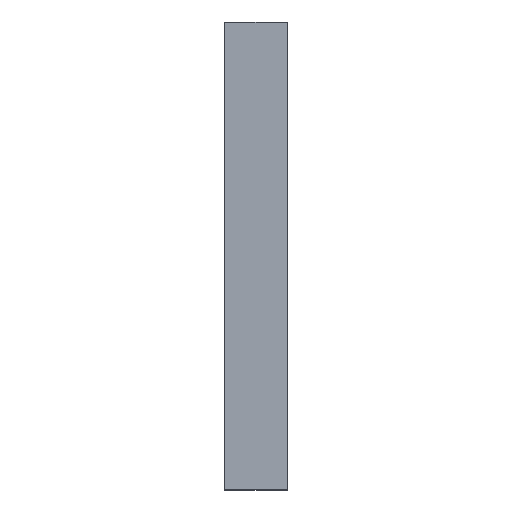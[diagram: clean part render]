
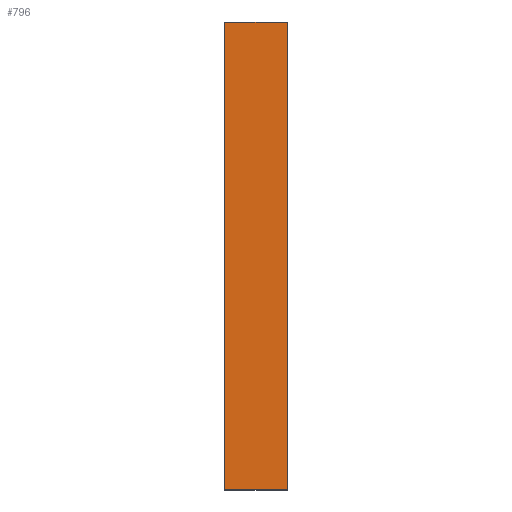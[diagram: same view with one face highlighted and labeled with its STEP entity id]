
A CAD part, top view. The second image highlights one B-rep face of the part: STEP entity #796.
In plain terms, the highlighted planar face has unit normal (0, 0, 1).
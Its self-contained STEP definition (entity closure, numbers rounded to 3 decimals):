
#15 = VERTEX_POINT ( 'NONE', #186 ) ;
#21 = CARTESIAN_POINT ( 'NONE',  ( -30., 225., 30. ) ) ;
#70 = VECTOR ( 'NONE', #224, 1000. ) ;
#107 = LINE ( 'NONE', #285, #70 ) ;
#147 = LINE ( 'NONE', #462, #706 ) ;
#159 = CARTESIAN_POINT ( 'NONE',  ( 30., -225., 30. ) ) ;
#186 = CARTESIAN_POINT ( 'NONE',  ( 30., 225., 30. ) ) ;
#188 = EDGE_LOOP ( 'NONE', ( #659, #823, #387, #818 ) ) ;
#224 = DIRECTION ( 'NONE',  ( 1., 0., 0. ) ) ;
#236 = CARTESIAN_POINT ( 'NONE',  ( 30., 225., 30. ) ) ;
#256 = DIRECTION ( 'NONE',  ( 0., -1., 0. ) ) ;
#258 = EDGE_CURVE ( 'NONE', #526, #381, #107, .T. ) ;
#285 = CARTESIAN_POINT ( 'NONE',  ( -30., -225., 30. ) ) ;
#323 = DIRECTION ( 'NONE',  ( 1., 0., 0. ) ) ;
#340 = AXIS2_PLACEMENT_3D ( 'NONE', #21, #642, #720 ) ;
#381 = VERTEX_POINT ( 'NONE', #159 ) ;
#387 = ORIENTED_EDGE ( 'NONE', *, *, #744, .F. ) ;
#404 = CARTESIAN_POINT ( 'NONE',  ( -30., 225., 30. ) ) ;
#462 = CARTESIAN_POINT ( 'NONE',  ( -30., 225., 30. ) ) ;
#495 = CARTESIAN_POINT ( 'NONE',  ( -30., -225., 30. ) ) ;
#525 = FACE_OUTER_BOUND ( 'NONE', #188, .T. ) ;
#526 = VERTEX_POINT ( 'NONE', #495 ) ;
#580 = EDGE_CURVE ( 'NONE', #15, #381, #609, .T. ) ;
#609 = LINE ( 'NONE', #236, #746 ) ;
#630 = EDGE_CURVE ( 'NONE', #771, #526, #708, .T. ) ;
#642 = DIRECTION ( 'NONE',  ( 0., 0., -1. ) ) ;
#659 = ORIENTED_EDGE ( 'NONE', *, *, #258, .T. ) ;
#695 = CARTESIAN_POINT ( 'NONE',  ( -30., 225., 30. ) ) ;
#706 = VECTOR ( 'NONE', #323, 1000. ) ;
#708 = LINE ( 'NONE', #695, #783 ) ;
#720 = DIRECTION ( 'NONE',  ( -1., 0., 0. ) ) ;
#744 = EDGE_CURVE ( 'NONE', #771, #15, #147, .T. ) ;
#746 = VECTOR ( 'NONE', #802, 1000. ) ;
#771 = VERTEX_POINT ( 'NONE', #404 ) ;
#783 = VECTOR ( 'NONE', #256, 1000. ) ;
#785 = PLANE ( 'NONE',  #340 ) ;
#796 = ADVANCED_FACE ( 'NONE', ( #525 ), #785, .F. ) ;
#802 = DIRECTION ( 'NONE',  ( 0., -1., 0. ) ) ;
#818 = ORIENTED_EDGE ( 'NONE', *, *, #630, .T. ) ;
#823 = ORIENTED_EDGE ( 'NONE', *, *, #580, .F. ) ;
